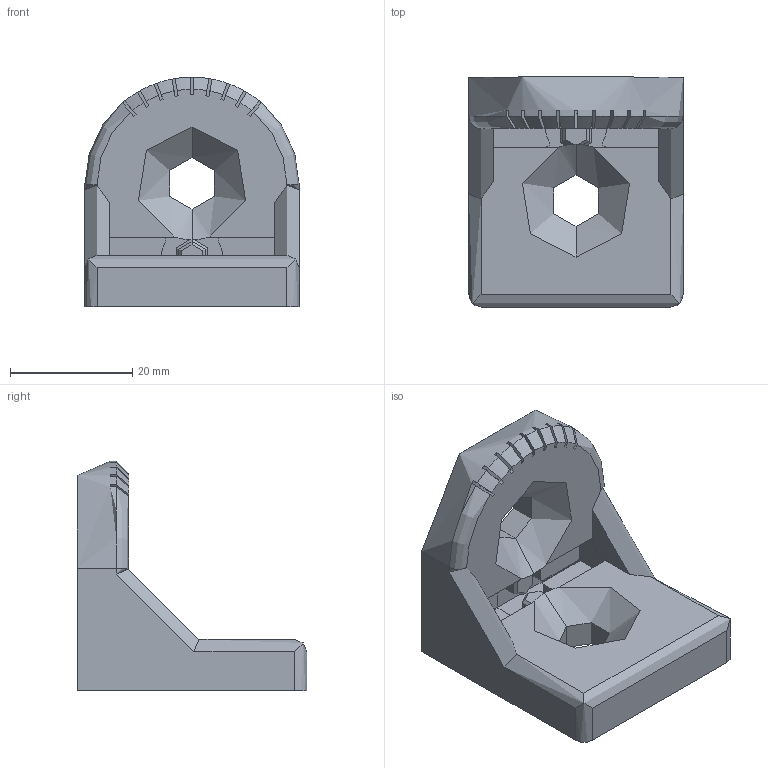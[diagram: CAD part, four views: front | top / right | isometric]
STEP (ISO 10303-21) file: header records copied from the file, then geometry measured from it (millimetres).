
FILE_DESCRIPTION (( 'STEP AP203' ), '1' );
FILE_NAME ('3_842_529_020_Bosch.step', '2024-06-04T12:53:14', ( '' ), ( '' ), 'SwSTEP 2.0', 'SolidWorks 2014', '' );
FILE_SCHEMA (( 'CONFIG_CONTROL_DESIGN' ));
Length unit declared in the file: millimetre
Products named in the file (1): 3_842_529_020_Bosch
Bounding box: 35 x 37.5 x 37.5 mm (x, y, z)
Topology: 0 solids, 4 shells, 219 faces, 570 edges, 369 vertices
Faces by surface type: cylinder 96, plane 77, cone 36, torus 10
Full cylindrical faces by diameter (mm): 5 x1, 6 x1, 18.411 x2
Entity records: 7137 total; most frequent: CARTESIAN_POINT 1515, DIRECTION 1222, ORIENTED_EDGE 1148, EDGE_CURVE 574, AXIS2_PLACEMENT_3D 464, VERTEX_POINT 369, VECTOR 294, LINE 294
